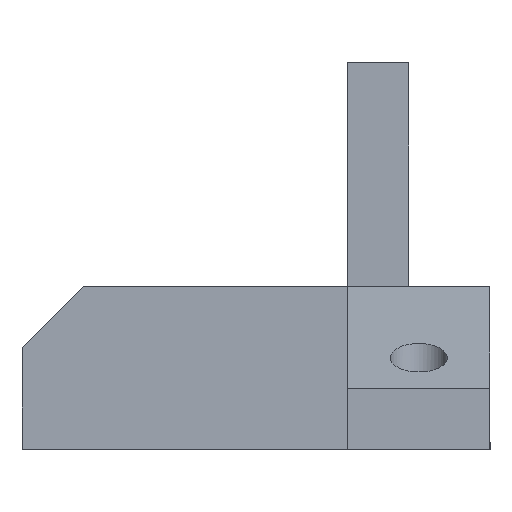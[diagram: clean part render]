
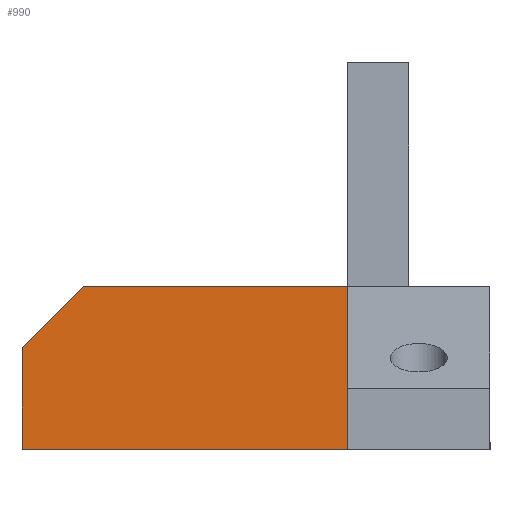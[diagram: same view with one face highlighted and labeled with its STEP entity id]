
A CAD part, left-side view. The second image highlights one B-rep face of the part: STEP entity #990.
In plain terms, the highlighted planar face has unit normal (-1, 0, 0).
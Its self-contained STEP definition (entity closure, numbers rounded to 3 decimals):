
#109 = PLANE('',#110);
#110 = AXIS2_PLACEMENT_3D('',#111,#112,#113);
#111 = CARTESIAN_POINT('',(-35.,14.,0.));
#112 = DIRECTION('',(0.,0.,1.));
#113 = DIRECTION('',(0.,1.,0.));
#162 = VERTEX_POINT('',#163);
#163 = CARTESIAN_POINT('',(-35.,14.,16.));
#177 = PLANE('',#178);
#178 = AXIS2_PLACEMENT_3D('',#179,#180,#181);
#179 = CARTESIAN_POINT('',(55.,14.,6.));
#180 = DIRECTION('',(0.,-1.,0.));
#181 = DIRECTION('',(0.,0.,-1.));
#297 = PLANE('',#298);
#298 = AXIS2_PLACEMENT_3D('',#299,#300,#301);
#299 = CARTESIAN_POINT('',(-35.,46.,0.));
#300 = DIRECTION('',(0.,1.,0.));
#301 = DIRECTION('',(0.,0.,1.));
#325 = PLANE('',#326);
#326 = AXIS2_PLACEMENT_3D('',#327,#328,#329);
#327 = CARTESIAN_POINT('',(-27.,43.,13.));
#328 = DIRECTION('',(0.,0.707,0.707));
#329 = DIRECTION('',(1.,-0.,0.));
#353 = PLANE('',#354);
#354 = AXIS2_PLACEMENT_3D('',#355,#356,#357);
#355 = CARTESIAN_POINT('',(-27.,14.,16.));
#356 = DIRECTION('',(0.,0.,1.));
#357 = DIRECTION('',(-1.,-0.,0.));
#419 = VERTEX_POINT('',#420);
#420 = CARTESIAN_POINT('',(-35.,46.,0.));
#441 = EDGE_CURVE('',#442,#419,#444,.T.);
#442 = VERTEX_POINT('',#443);
#443 = CARTESIAN_POINT('',(-35.,46.,10.));
#444 = SURFACE_CURVE('',#445,(#449,#456),.PCURVE_S1.);
#445 = LINE('',#446,#447);
#446 = CARTESIAN_POINT('',(-35.,46.,16.));
#447 = VECTOR('',#448,1.);
#448 = DIRECTION('',(0.,0.,-1.));
#449 = PCURVE('',#297,#450);
#450 = DEFINITIONAL_REPRESENTATION('',(#451),#455);
#451 = LINE('',#452,#453);
#452 = CARTESIAN_POINT('',(16.,0.));
#453 = VECTOR('',#454,1.);
#454 = DIRECTION('',(-1.,0.));
#455 = ( GEOMETRIC_REPRESENTATION_CONTEXT(2) 
PARAMETRIC_REPRESENTATION_CONTEXT() REPRESENTATION_CONTEXT('2D SPACE',''
  ) );
#456 = PCURVE('',#457,#462);
#457 = PLANE('',#458);
#458 = AXIS2_PLACEMENT_3D('',#459,#460,#461);
#459 = CARTESIAN_POINT('',(-35.,14.,16.));
#460 = DIRECTION('',(-1.,-0.,0.));
#461 = DIRECTION('',(0.,0.,-1.));
#462 = DEFINITIONAL_REPRESENTATION('',(#463),#467);
#463 = LINE('',#464,#465);
#464 = CARTESIAN_POINT('',(0.,-32.));
#465 = VECTOR('',#466,1.);
#466 = DIRECTION('',(1.,0.));
#467 = ( GEOMETRIC_REPRESENTATION_CONTEXT(2) 
PARAMETRIC_REPRESENTATION_CONTEXT() REPRESENTATION_CONTEXT('2D SPACE',''
  ) );
#495 = VERTEX_POINT('',#496);
#496 = CARTESIAN_POINT('',(-35.,40.,16.));
#517 = EDGE_CURVE('',#495,#442,#518,.T.);
#518 = SURFACE_CURVE('',#519,(#523,#530),.PCURVE_S1.);
#519 = LINE('',#520,#521);
#520 = CARTESIAN_POINT('',(-35.,35.,21.));
#521 = VECTOR('',#522,1.);
#522 = DIRECTION('',(0.,0.707,-0.707));
#523 = PCURVE('',#325,#524);
#524 = DEFINITIONAL_REPRESENTATION('',(#525),#529);
#525 = LINE('',#526,#527);
#526 = CARTESIAN_POINT('',(-8.,-11.314));
#527 = VECTOR('',#528,1.);
#528 = DIRECTION('',(-0.,1.));
#529 = ( GEOMETRIC_REPRESENTATION_CONTEXT(2) 
PARAMETRIC_REPRESENTATION_CONTEXT() REPRESENTATION_CONTEXT('2D SPACE',''
  ) );
#530 = PCURVE('',#457,#531);
#531 = DEFINITIONAL_REPRESENTATION('',(#532),#536);
#532 = LINE('',#533,#534);
#533 = CARTESIAN_POINT('',(-5.,-21.));
#534 = VECTOR('',#535,1.);
#535 = DIRECTION('',(0.707,-0.707));
#536 = ( GEOMETRIC_REPRESENTATION_CONTEXT(2) 
PARAMETRIC_REPRESENTATION_CONTEXT() REPRESENTATION_CONTEXT('2D SPACE',''
  ) );
#544 = EDGE_CURVE('',#162,#495,#545,.T.);
#545 = SURFACE_CURVE('',#546,(#550,#557),.PCURVE_S1.);
#546 = LINE('',#547,#548);
#547 = CARTESIAN_POINT('',(-35.,14.,16.));
#548 = VECTOR('',#549,1.);
#549 = DIRECTION('',(0.,1.,0.));
#550 = PCURVE('',#353,#551);
#551 = DEFINITIONAL_REPRESENTATION('',(#552),#556);
#552 = LINE('',#553,#554);
#553 = CARTESIAN_POINT('',(8.,0.));
#554 = VECTOR('',#555,1.);
#555 = DIRECTION('',(-0.,-1.));
#556 = ( GEOMETRIC_REPRESENTATION_CONTEXT(2) 
PARAMETRIC_REPRESENTATION_CONTEXT() REPRESENTATION_CONTEXT('2D SPACE',''
  ) );
#557 = PCURVE('',#457,#558);
#558 = DEFINITIONAL_REPRESENTATION('',(#559),#563);
#559 = LINE('',#560,#561);
#560 = CARTESIAN_POINT('',(0.,0.));
#561 = VECTOR('',#562,1.);
#562 = DIRECTION('',(0.,-1.));
#563 = ( GEOMETRIC_REPRESENTATION_CONTEXT(2) 
PARAMETRIC_REPRESENTATION_CONTEXT() REPRESENTATION_CONTEXT('2D SPACE',''
  ) );
#990 = ADVANCED_FACE('',(#991),#457,.T.);
#991 = FACE_BOUND('',#992,.T.);
#992 = EDGE_LOOP('',(#993,#994,#995,#996,#1019));
#993 = ORIENTED_EDGE('',*,*,#544,.T.);
#994 = ORIENTED_EDGE('',*,*,#517,.T.);
#995 = ORIENTED_EDGE('',*,*,#441,.T.);
#996 = ORIENTED_EDGE('',*,*,#997,.F.);
#997 = EDGE_CURVE('',#998,#419,#1000,.T.);
#998 = VERTEX_POINT('',#999);
#999 = CARTESIAN_POINT('',(-35.,14.,0.));
#1000 = SURFACE_CURVE('',#1001,(#1005,#1012),.PCURVE_S1.);
#1001 = LINE('',#1002,#1003);
#1002 = CARTESIAN_POINT('',(-35.,14.,0.));
#1003 = VECTOR('',#1004,1.);
#1004 = DIRECTION('',(0.,1.,0.));
#1005 = PCURVE('',#457,#1006);
#1006 = DEFINITIONAL_REPRESENTATION('',(#1007),#1011);
#1007 = LINE('',#1008,#1009);
#1008 = CARTESIAN_POINT('',(16.,0.));
#1009 = VECTOR('',#1010,1.);
#1010 = DIRECTION('',(0.,-1.));
#1011 = ( GEOMETRIC_REPRESENTATION_CONTEXT(2) 
PARAMETRIC_REPRESENTATION_CONTEXT() REPRESENTATION_CONTEXT('2D SPACE',''
  ) );
#1012 = PCURVE('',#109,#1013);
#1013 = DEFINITIONAL_REPRESENTATION('',(#1014),#1018);
#1014 = LINE('',#1015,#1016);
#1015 = CARTESIAN_POINT('',(0.,0.));
#1016 = VECTOR('',#1017,1.);
#1017 = DIRECTION('',(1.,0.));
#1018 = ( GEOMETRIC_REPRESENTATION_CONTEXT(2) 
PARAMETRIC_REPRESENTATION_CONTEXT() REPRESENTATION_CONTEXT('2D SPACE',''
  ) );
#1019 = ORIENTED_EDGE('',*,*,#1020,.F.);
#1020 = EDGE_CURVE('',#162,#998,#1021,.T.);
#1021 = SURFACE_CURVE('',#1022,(#1026,#1033),.PCURVE_S1.);
#1022 = LINE('',#1023,#1024);
#1023 = CARTESIAN_POINT('',(-35.,14.,16.));
#1024 = VECTOR('',#1025,1.);
#1025 = DIRECTION('',(0.,0.,-1.));
#1026 = PCURVE('',#457,#1027);
#1027 = DEFINITIONAL_REPRESENTATION('',(#1028),#1032);
#1028 = LINE('',#1029,#1030);
#1029 = CARTESIAN_POINT('',(0.,0.));
#1030 = VECTOR('',#1031,1.);
#1031 = DIRECTION('',(1.,0.));
#1032 = ( GEOMETRIC_REPRESENTATION_CONTEXT(2) 
PARAMETRIC_REPRESENTATION_CONTEXT() REPRESENTATION_CONTEXT('2D SPACE',''
  ) );
#1033 = PCURVE('',#177,#1034);
#1034 = DEFINITIONAL_REPRESENTATION('',(#1035),#1039);
#1035 = LINE('',#1036,#1037);
#1036 = CARTESIAN_POINT('',(-10.,-90.));
#1037 = VECTOR('',#1038,1.);
#1038 = DIRECTION('',(1.,0.));
#1039 = ( GEOMETRIC_REPRESENTATION_CONTEXT(2) 
PARAMETRIC_REPRESENTATION_CONTEXT() REPRESENTATION_CONTEXT('2D SPACE',''
  ) );
